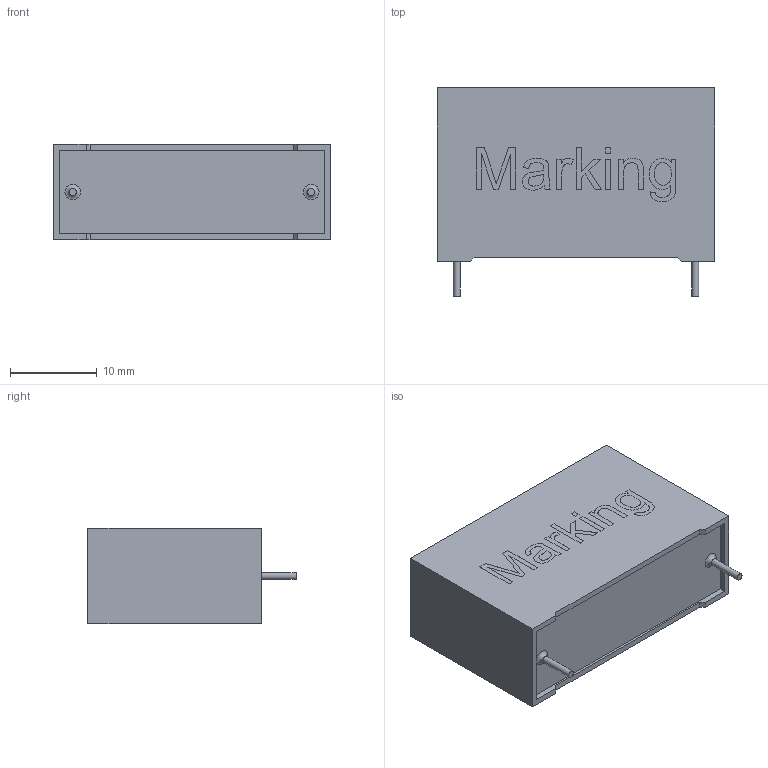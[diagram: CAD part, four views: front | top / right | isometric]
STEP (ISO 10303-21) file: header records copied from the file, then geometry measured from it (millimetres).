
FILE_DESCRIPTION(/* description */ ('Unknown'),/* implementation_level */ '2;1');
FILE_NAME(/* name */ '27,5x32x11x20',/* time_stamp */ '2022-07-29T09:05:08+02:00',/* author */ ('Unknown'),/* organization */ ('Unknown'),/* preprocessor_version */ 'ST-DEVELOPER v16.7',/* originating_system */ 'Solid Edge',/* authorisation */ 'Unknown');
FILE_SCHEMA (('AUTOMOTIVE_DESIGN {1 0 10303 214 3 1 1}'));
Length unit declared in the file: millimetre
Products named in the file (3): 27,5x32x11x20.asm; Body; Shield
Assembly tree (2 placements, depth 2):
  27,5x32x11x20.asm
    Body
    Shield
Bounding box: 32 x 24 x 11 mm (x, y, z)
Volume: 6823.6 mm3; surface area: 6038.1 mm2
Topology: 2 solids, 2 shells, 102 faces, 258 edges, 172 vertices
Faces by surface type: plane 82, bspline 16, cylinder 2, torus 2
Full cylindrical faces by diameter (mm): 0.8 x2
Entity records: 4559 total; most frequent: CARTESIAN_POINT 1546, ORIENTED_EDGE 502, DIRECTION 357, EDGE_CURVE 251, VERTEX_POINT 170, LINE 167, VECTOR 167, EDGE_LOOP 119
